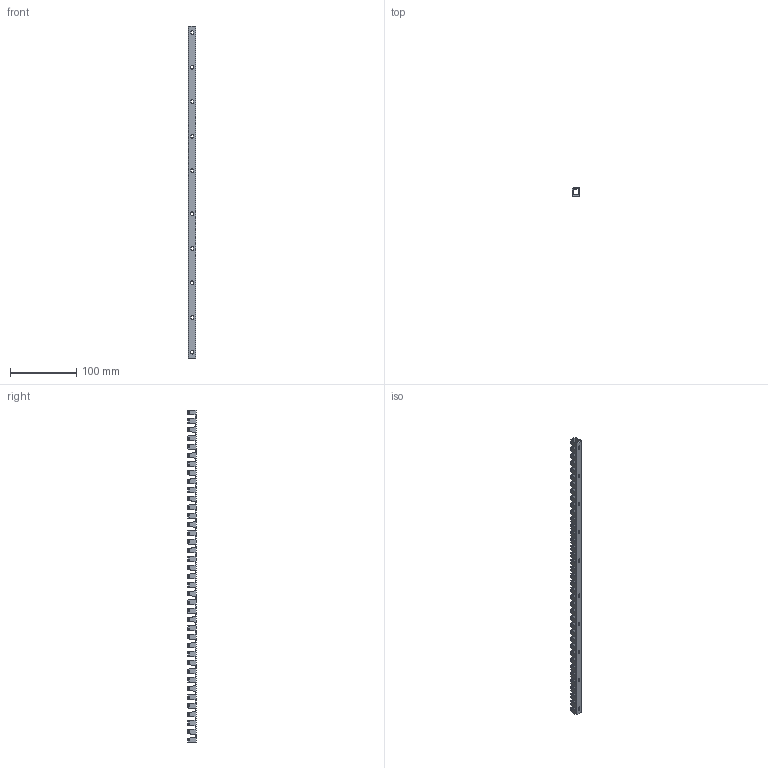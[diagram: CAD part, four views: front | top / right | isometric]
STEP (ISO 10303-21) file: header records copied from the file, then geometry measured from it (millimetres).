
FILE_DESCRIPTION (( 'STEP AP214' ), '1' );
FILE_NAME ('6132600.stp', '2022-02-17T10:26:36', ( '' ), ( '' ), 'SwSTEP 2.0', 'SolidWorks 2020', '' );
FILE_SCHEMA (( 'AUTOMOTIVE_DESIGN' ));
Length unit declared in the file: millimetre
Products named in the file (1): 6132600
Bounding box: 11 x 13.5 x 500 mm (x, y, z)
Volume: 19944.3 mm3; surface area: 33686 mm2
Topology: 1 solids, 1 shells, 785 faces, 2349 edges, 1566 vertices
Faces by surface type: plane 490, cylinder 295
Entity records: 34630 total; most frequent: CARTESIAN_POINT 6297, ORIENTED_EDGE 4698, DIRECTION 3447, EDGE_CURVE 2349, LINE 1759, VECTOR 1759, VERTEX_POINT 1566, AXIS2_PLACEMENT_3D 844
